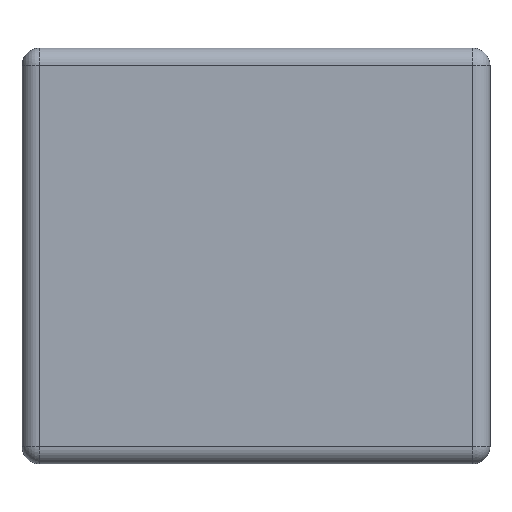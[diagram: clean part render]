
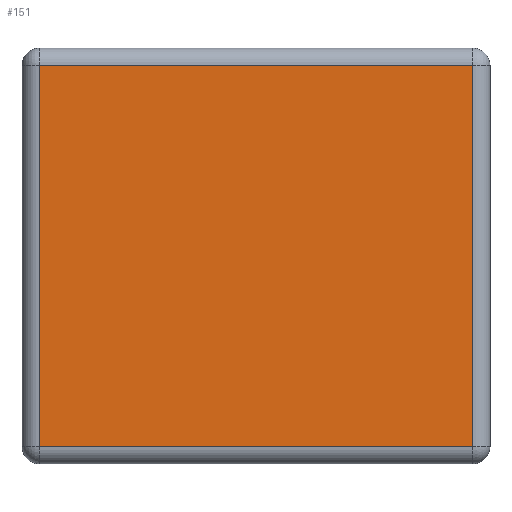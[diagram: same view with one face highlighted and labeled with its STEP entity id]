
A CAD part, left-side view. The second image highlights one B-rep face of the part: STEP entity #151.
In plain terms, the highlighted planar face has unit normal (-1, 0, 0).
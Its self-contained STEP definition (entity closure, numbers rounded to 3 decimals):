
#151 = ADVANCED_FACE ( 'NONE', ( #833 ), #874, .F. ) ;
#152 = EDGE_LOOP ( 'NONE', ( #153, #157, #212, #215 ) ) ;
#153 = ORIENTED_EDGE ( 'NONE', *, *, #154, .T. ) ;
#154 = EDGE_CURVE ( 'NONE', #155, #156, #869, .T. ) ;
#155 = VERTEX_POINT ( 'NONE', #865 ) ;
#156 = VERTEX_POINT ( 'NONE', #864 ) ;
#157 = ORIENTED_EDGE ( 'NONE', *, *, #211, .T. ) ;
#158 = VERTEX_POINT ( 'NONE', #863 ) ;
#211 = EDGE_CURVE ( 'NONE', #156, #158, #1072, .T. ) ;
#212 = ORIENTED_EDGE ( 'NONE', *, *, #213, .T. ) ;
#213 = EDGE_CURVE ( 'NONE', #158, #214, #1068, .T. ) ;
#214 = VERTEX_POINT ( 'NONE', #1064 ) ;
#215 = ORIENTED_EDGE ( 'NONE', *, *, #216, .T. ) ;
#216 = EDGE_CURVE ( 'NONE', #214, #155, #1062, .T. ) ;
#833 = FACE_OUTER_BOUND ( 'NONE', #152, .T. ) ;
#863 = CARTESIAN_POINT ( 'NONE',  ( -1., 1.3, -0.55 ) ) ;
#864 = CARTESIAN_POINT ( 'NONE',  ( -1., 1.3, 0.55 ) ) ;
#865 = CARTESIAN_POINT ( 'NONE',  ( -1., 0.05, 0.55 ) ) ;
#866 = DIRECTION ( 'NONE',  ( 0., 1., 0. ) ) ;
#867 = VECTOR ( 'NONE', #866, 1000. ) ;
#868 = CARTESIAN_POINT ( 'NONE',  ( -1., 1.35, 0.55 ) ) ;
#869 = LINE ( 'NONE', #868, #867 ) ;
#870 = DIRECTION ( 'NONE',  ( 0., 0., -1. ) ) ;
#871 = DIRECTION ( 'NONE',  ( 1., 0., 0. ) ) ;
#872 = CARTESIAN_POINT ( 'NONE',  ( -1., 1.35, 0.6 ) ) ;
#873 = AXIS2_PLACEMENT_3D ( 'NONE', #872, #871, #870 ) ;
#874 = PLANE ( 'NONE',  #873 ) ;
#1059 = DIRECTION ( 'NONE',  ( 0., 0., 1. ) ) ;
#1060 = VECTOR ( 'NONE', #1059, 1000. ) ;
#1061 = CARTESIAN_POINT ( 'NONE',  ( -1., 0.05, 0.6 ) ) ;
#1062 = LINE ( 'NONE', #1061, #1060 ) ;
#1064 = CARTESIAN_POINT ( 'NONE',  ( -1., 0.05, -0.55 ) ) ;
#1065 = DIRECTION ( 'NONE',  ( 0., -1., 0. ) ) ;
#1066 = VECTOR ( 'NONE', #1065, 1000. ) ;
#1067 = CARTESIAN_POINT ( 'NONE',  ( -1., 1.35, -0.55 ) ) ;
#1068 = LINE ( 'NONE', #1067, #1066 ) ;
#1069 = DIRECTION ( 'NONE',  ( 0., 0., -1. ) ) ;
#1070 = VECTOR ( 'NONE', #1069, 1000. ) ;
#1071 = CARTESIAN_POINT ( 'NONE',  ( -1., 1.3, 0.6 ) ) ;
#1072 = LINE ( 'NONE', #1071, #1070 ) ;
